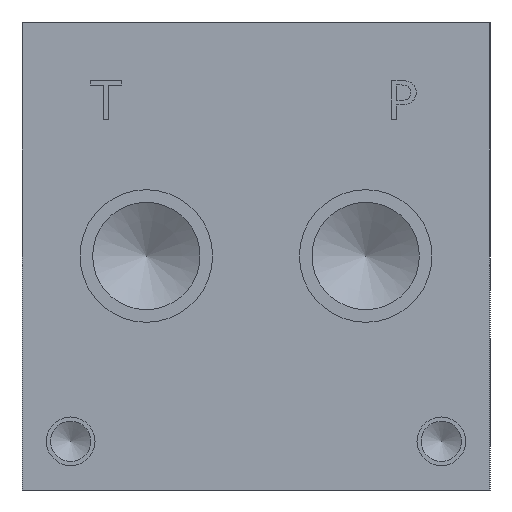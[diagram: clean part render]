
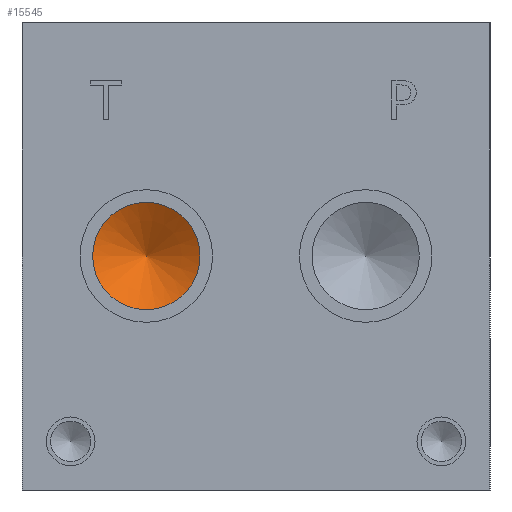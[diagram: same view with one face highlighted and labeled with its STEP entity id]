
A CAD part, left-side view. The second image highlights one B-rep face of the part: STEP entity #15545.
In plain terms, the highlighted conical face has half-angle 60 degrees and reference radius 4.369 mm.
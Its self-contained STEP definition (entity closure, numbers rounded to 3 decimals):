
#123=CONICAL_SURFACE('',#16238,4.369,1.047);
#249=CIRCLE('',#16239,8.738);
#250=CIRCLE('',#16240,8.738);
#1783=FACE_OUTER_BOUND('',#2678,.T.);
#2678=EDGE_LOOP('',(#13184,#13185,#13186,#13187));
#4188=LINE('',#26179,#5583);
#5583=VECTOR('',#18963,4.369);
#7290=VERTEX_POINT('',#26175);
#7291=VERTEX_POINT('',#26176);
#7292=VERTEX_POINT('',#26178);
#9363=EDGE_CURVE('',#7290,#7291,#249,.T.);
#9364=EDGE_CURVE('',#7291,#7292,#4188,.T.);
#9365=EDGE_CURVE('',#7291,#7290,#250,.T.);
#13184=ORIENTED_EDGE('',*,*,#9363,.T.);
#13185=ORIENTED_EDGE('',*,*,#9364,.T.);
#13186=ORIENTED_EDGE('',*,*,#9364,.F.);
#13187=ORIENTED_EDGE('',*,*,#9365,.T.);
#15545=ADVANCED_FACE('',(#1783),#123,.F.);
#16238=AXIS2_PLACEMENT_3D('',#26174,#18959,#18960);
#16239=AXIS2_PLACEMENT_3D('',#26177,#18961,#18962);
#16240=AXIS2_PLACEMENT_3D('',#26180,#18964,#18965);
#18959=DIRECTION('center_axis',(-1.,0.,0.));
#18960=DIRECTION('ref_axis',(0.,1.,0.));
#18961=DIRECTION('center_axis',(-1.,0.,0.));
#18962=DIRECTION('ref_axis',(0.,1.,0.));
#18963=DIRECTION('',(0.5,0.866,0.));
#18964=DIRECTION('center_axis',(-1.,0.,0.));
#18965=DIRECTION('ref_axis',(0.,1.,0.));
#26174=CARTESIAN_POINT('Origin',(18.394,55.956,38.1));
#26175=CARTESIAN_POINT('',(15.871,64.694,38.1));
#26176=CARTESIAN_POINT('',(15.871,47.219,38.1));
#26177=CARTESIAN_POINT('Origin',(15.871,55.956,38.1));
#26178=CARTESIAN_POINT('',(20.916,55.956,38.1));
#26179=CARTESIAN_POINT('',(18.394,51.587,38.1));
#26180=CARTESIAN_POINT('Origin',(15.871,55.956,38.1));
